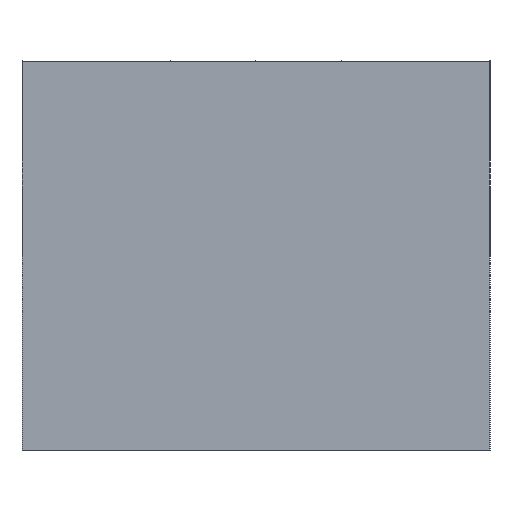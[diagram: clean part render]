
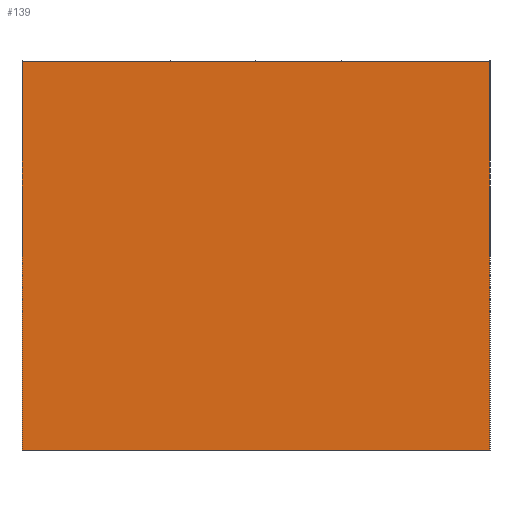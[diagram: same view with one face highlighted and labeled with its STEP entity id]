
A CAD part, left-side view. The second image highlights one B-rep face of the part: STEP entity #139.
In plain terms, the highlighted planar face has unit normal (-1, 0, 0).
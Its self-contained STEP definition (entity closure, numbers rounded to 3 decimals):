
#1 = CARTESIAN_POINT ( 'NONE',  ( -40., 15., 25. ) ) ;
#8 = CARTESIAN_POINT ( 'NONE',  ( -40., -15., 25. ) ) ;
#15 = ORIENTED_EDGE ( 'NONE', *, *, #344, .F. ) ;
#24 = CARTESIAN_POINT ( 'NONE',  ( -40., 15., 25. ) ) ;
#26 = DIRECTION ( 'NONE',  ( 0., 0., -1. ) ) ;
#29 = DIRECTION ( 'NONE',  ( 1., 0., 0. ) ) ;
#39 = VECTOR ( 'NONE', #26, 1000. ) ;
#42 = CARTESIAN_POINT ( 'NONE',  ( -40., -15., 0. ) ) ;
#49 = EDGE_CURVE ( 'NONE', #81, #101, #288, .T. ) ;
#62 = CARTESIAN_POINT ( 'NONE',  ( -40., 15., 25. ) ) ;
#80 = ORIENTED_EDGE ( 'NONE', *, *, #49, .T. ) ;
#81 = VERTEX_POINT ( 'NONE', #1 ) ;
#101 = VERTEX_POINT ( 'NONE', #205 ) ;
#105 = ORIENTED_EDGE ( 'NONE', *, *, #109, .T. ) ;
#109 = EDGE_CURVE ( 'NONE', #101, #217, #349, .T. ) ;
#111 = AXIS2_PLACEMENT_3D ( 'NONE', #62, #29, #178 ) ;
#112 = VECTOR ( 'NONE', #208, 1000. ) ;
#129 = LINE ( 'NONE', #162, #155 ) ;
#139 = ADVANCED_FACE ( 'NONE', ( #174 ), #176, .F. ) ;
#155 = VECTOR ( 'NONE', #181, 1000. ) ;
#160 = EDGE_LOOP ( 'NONE', ( #105, #265, #15, #80 ) ) ;
#162 = CARTESIAN_POINT ( 'NONE',  ( -40., 15., 25. ) ) ;
#174 = FACE_OUTER_BOUND ( 'NONE', #160, .T. ) ;
#176 = PLANE ( 'NONE',  #111 ) ;
#178 = DIRECTION ( 'NONE',  ( 0., 1., 0. ) ) ;
#181 = DIRECTION ( 'NONE',  ( 0., -1., 0. ) ) ;
#189 = VERTEX_POINT ( 'NONE', #223 ) ;
#205 = CARTESIAN_POINT ( 'NONE',  ( -40., 15., 0. ) ) ;
#208 = DIRECTION ( 'NONE',  ( 0., 0., -1. ) ) ;
#217 = VERTEX_POINT ( 'NONE', #42 ) ;
#223 = CARTESIAN_POINT ( 'NONE',  ( -40., -15., 25. ) ) ;
#236 = EDGE_CURVE ( 'NONE', #189, #217, #328, .T. ) ;
#250 = CARTESIAN_POINT ( 'NONE',  ( -40., 15., 0. ) ) ;
#265 = ORIENTED_EDGE ( 'NONE', *, *, #236, .F. ) ;
#271 = VECTOR ( 'NONE', #324, 1000. ) ;
#288 = LINE ( 'NONE', #24, #39 ) ;
#324 = DIRECTION ( 'NONE',  ( 0., -1., 0. ) ) ;
#328 = LINE ( 'NONE', #8, #112 ) ;
#344 = EDGE_CURVE ( 'NONE', #81, #189, #129, .T. ) ;
#349 = LINE ( 'NONE', #250, #271 ) ;
